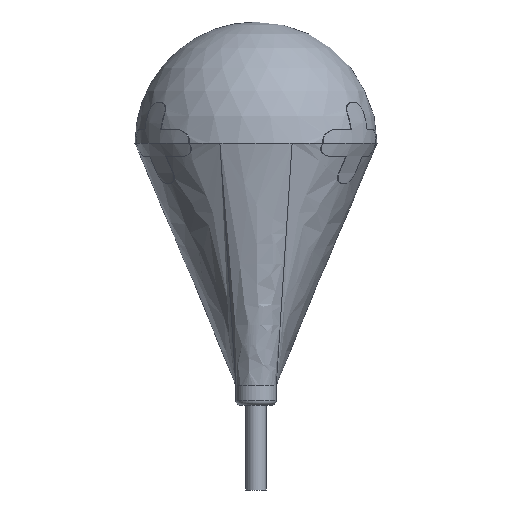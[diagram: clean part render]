
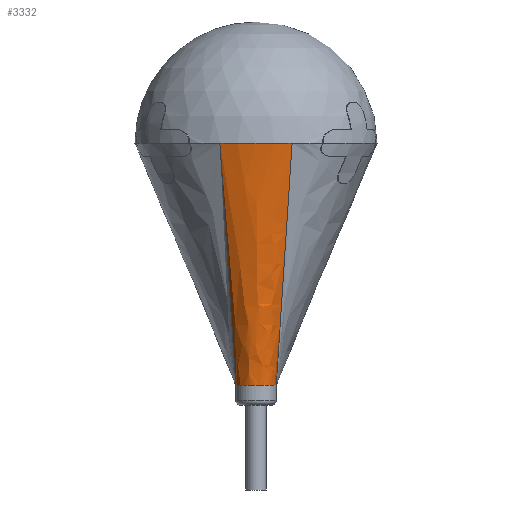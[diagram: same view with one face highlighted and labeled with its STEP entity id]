
A CAD part, left-side view. The second image highlights one B-rep face of the part: STEP entity #3332.
In plain terms, the highlighted free-form (B-spline) face has degree [9, 1] with [10, 2] control points.
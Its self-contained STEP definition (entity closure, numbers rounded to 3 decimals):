
#29=DIRECTION('',(0.,0.,-1.));
#30=DIRECTION('',(0.,1.,0.));
#925=DIRECTION('',(0.,-1.,0.));
#2009=CIRCLE('',#2010,3.);
#2010=AXIS2_PLACEMENT_3D('',#2011,#29,#30);
#2011=CARTESIAN_POINT('',(1.25,0.,6.6));
#2022=VERTEX_POINT('',#2023);
#2023=CARTESIAN_POINT('',(-1.613,0.895,6.6));
#2024=ORIENTED_EDGE('',*,*,#2025,.F.);
#2025=EDGE_CURVE('',#2026,#2022,#2009,.T.);
#2026=VERTEX_POINT('',#2027);
#2027=CARTESIAN_POINT('',(-1.613,-0.895,6.6));
#2171=EDGE_CURVE('',#2172,#2022,#2174,.T.);
#2172=VERTEX_POINT('',#2173);
#2173=CARTESIAN_POINT('',(-0.35,0.5,0.6));
#2174=B_SPLINE_CURVE_WITH_KNOTS('',1,(#2173,#2023),.UNSPECIFIED.,.F.,.F.,(2,2),(0.,1.),.PIECEWISE_BEZIER_KNOTS.);
#2262=VERTEX_POINT('',#2263);
#2263=CARTESIAN_POINT('',(-0.35,-0.5,0.6));
#2267=EDGE_CURVE('',#2262,#2026,#2268,.T.);
#2268=B_SPLINE_CURVE_WITH_KNOTS('',1,(#2263,#2027),.UNSPECIFIED.,.F.,.F.,(2,2),(0.,1.),.PIECEWISE_BEZIER_KNOTS.);
#3332=ADVANCED_FACE('',(#3333),#3342,.F.);
#3333=FACE_BOUND('',#3334,.F.);
#3334=EDGE_LOOP('',(#3335,#3340,#2024,#3341));
#3335=ORIENTED_EDGE('',*,*,#3336,.T.);
#3336=EDGE_CURVE('',#2262,#2172,#3337,.T.);
#3337=CIRCLE('',#3338,0.5);
#3338=AXIS2_PLACEMENT_3D('',#3339,#29,#925);
#3339=CARTESIAN_POINT('',(-0.35,0.,0.6));
#3340=ORIENTED_EDGE('',*,*,#2171,.T.);
#3341=ORIENTED_EDGE('',*,*,#2267,.F.);
#3342=B_SPLINE_SURFACE_WITH_KNOTS('',9,1,((#2263,#2027),(#3343,#3344),(#3345,#3346),(#3347,#3348),(#3349,#3350),(#3351,#3352),(#3353,#3354),(#3355,#3356),(#3357,#3358),(#2173,#2023)),.UNSPECIFIED.,.F.,.F.,.F.,(10,10),(2,2),(0.,3.142),(0.,1.),.PIECEWISE_BEZIER_KNOTS.);
#3343=CARTESIAN_POINT('',(-0.525,-0.5,0.6));
#3344=CARTESIAN_POINT('',(-1.674,-0.702,6.6));
#3345=CARTESIAN_POINT('',(-0.699,-0.431,0.6));
#3346=CARTESIAN_POINT('',(-1.719,-0.505,6.6));
#3347=CARTESIAN_POINT('',(-0.843,-0.294,0.6));
#3348=CARTESIAN_POINT('',(-1.75,-0.304,6.6));
#3349=CARTESIAN_POINT('',(-0.925,-0.105,0.6));
#3350=CARTESIAN_POINT('',(-1.765,-0.102,6.6));
#3351=CARTESIAN_POINT('',(-0.925,0.105,0.6));
#3352=CARTESIAN_POINT('',(-1.765,0.102,6.6));
#3353=CARTESIAN_POINT('',(-0.843,0.294,0.6));
#3354=CARTESIAN_POINT('',(-1.75,0.304,6.6));
#3355=CARTESIAN_POINT('',(-0.699,0.431,0.6));
#3356=CARTESIAN_POINT('',(-1.719,0.505,6.6));
#3357=CARTESIAN_POINT('',(-0.525,0.5,0.6));
#3358=CARTESIAN_POINT('',(-1.674,0.702,6.6));
